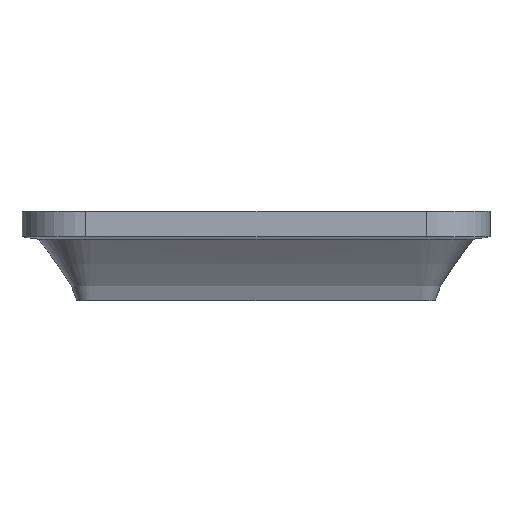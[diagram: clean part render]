
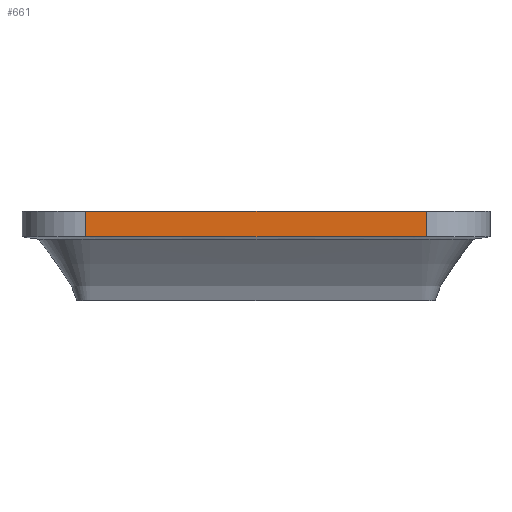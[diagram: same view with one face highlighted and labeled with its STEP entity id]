
A CAD part, left-side view. The second image highlights one B-rep face of the part: STEP entity #661.
In plain terms, the highlighted planar face has unit normal (-1, 0, 0).
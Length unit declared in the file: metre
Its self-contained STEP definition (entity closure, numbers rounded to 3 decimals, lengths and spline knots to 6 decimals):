
#151=ORIENTED_EDGE('',*,*,#339,.F.);
#152=ORIENTED_EDGE('',*,*,#320,.F.);
#153=ORIENTED_EDGE('',*,*,#340,.T.);
#154=ORIENTED_EDGE('',*,*,#337,.T.);
#320=EDGE_CURVE('',#413,#411,#476,.T.);
#337=EDGE_CURVE('',#425,#424,#488,.T.);
#339=EDGE_CURVE('',#411,#424,#489,.T.);
#340=EDGE_CURVE('',#413,#425,#490,.T.);
#411=VERTEX_POINT('',#1009);
#413=VERTEX_POINT('',#1013);
#424=VERTEX_POINT('',#1047);
#425=VERTEX_POINT('',#1049);
#476=LINE('',#1014,#526);
#488=LINE('',#1048,#538);
#489=LINE('',#1052,#539);
#490=LINE('',#1053,#540);
#526=VECTOR('',#789,1.);
#538=VECTOR('',#823,1.);
#539=VECTOR('',#828,1.);
#540=VECTOR('',#829,1.);
#573=EDGE_LOOP('',(#151,#152,#153,#154));
#610=FACE_BOUND('',#573,.T.);
#639=PLANE('',#720);
#661=ADVANCED_FACE('',(#610),#639,.T.);
#720=AXIS2_PLACEMENT_3D('',#1051,#826,#827);
#789=DIRECTION('',(0.,0.,1.));
#823=DIRECTION('',(0.,0.,1.));
#826=DIRECTION('',(-1.,0.,0.));
#827=DIRECTION('',(0.,0.,1.));
#828=DIRECTION('',(0.,-1.,0.));
#829=DIRECTION('',(0.,-1.,0.));
#1009=CARTESIAN_POINT('',(0.,-0.025,0.035));
#1013=CARTESIAN_POINT('',(0.,-0.025,0.025));
#1014=CARTESIAN_POINT('',(0.,-0.025,0.025));
#1047=CARTESIAN_POINT('',(0.,-0.158,0.035));
#1048=CARTESIAN_POINT('',(0.,-0.158,0.025));
#1049=CARTESIAN_POINT('',(0.,-0.158,0.025));
#1051=CARTESIAN_POINT('',(0.,-0.0915,0.025));
#1052=CARTESIAN_POINT('',(0.,-0.0915,0.035));
#1053=CARTESIAN_POINT('',(0.,-0.0915,0.025));
